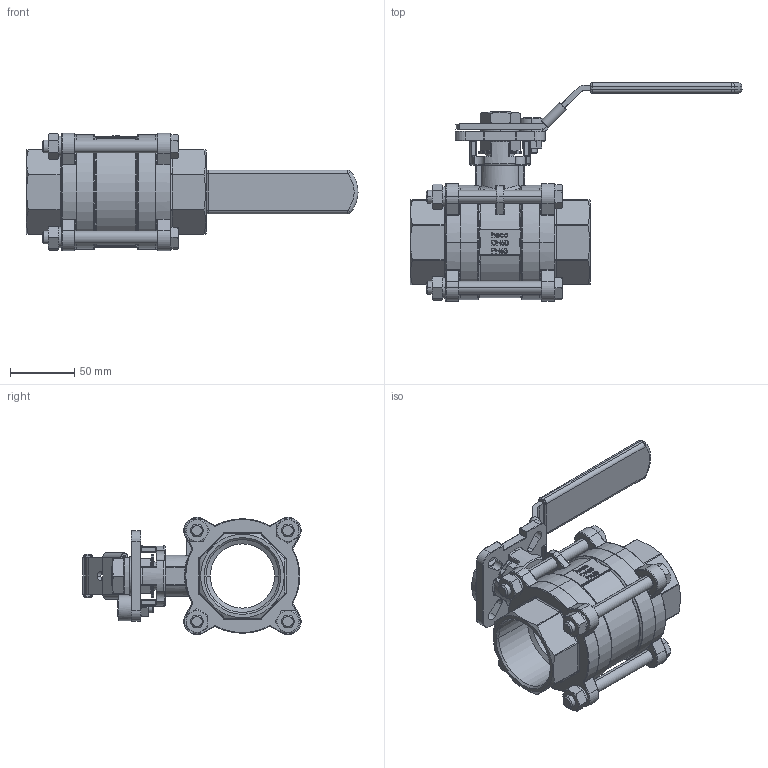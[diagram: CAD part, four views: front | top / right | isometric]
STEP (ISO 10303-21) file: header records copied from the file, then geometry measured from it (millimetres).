
FILE_DESCRIPTION (( 'STEP AP214' ), '1' );
FILE_NAME ('K3-200-0IG-4 Kugelhahn 1712.STEP', '2018-01-03T10:29:31', ( '' ), ( '' ), 'SwSTEP 2.0', 'SolidWorks 2016', '' );
FILE_SCHEMA (( 'AUTOMOTIVE_DESIGN' ));
Length unit declared in the file: millimetre
Products named in the file (1): K3-200-0IG-4 Kugelhahn 1712
Bounding box: 258 x 169.61 x 91.21 mm (x, y, z)
Volume: 586492.3 mm3; surface area: 133342.5 mm2
Topology: 1 solids, 1 shells, 1776 faces, 4345 edges, 2576 vertices
Faces by surface type: plane 504, cylinder 431, bspline 367, torus 281, cone 147, sphere 46
Entity records: 72637 total; most frequent: CARTESIAN_POINT 29389, ORIENTED_EDGE 8574, DIRECTION 7703, EDGE_CURVE 4287, AXIS2_PLACEMENT_3D 3009, VERTEX_POINT 2576, EDGE_LOOP 1877, ADVANCED_FACE 1776
